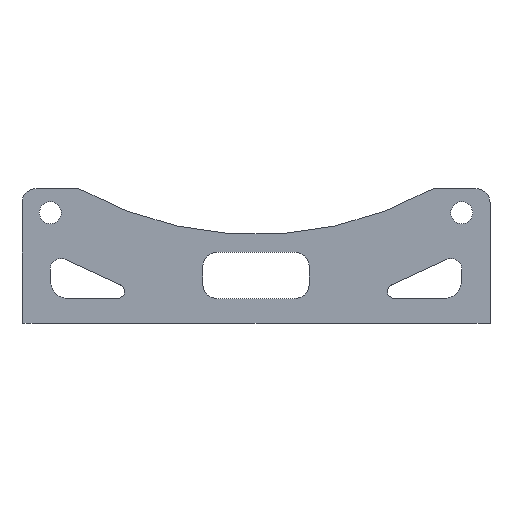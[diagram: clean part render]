
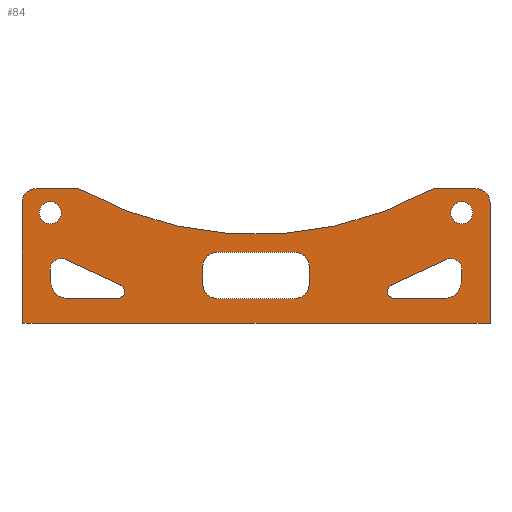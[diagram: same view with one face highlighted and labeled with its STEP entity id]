
A CAD part, top view. The second image highlights one B-rep face of the part: STEP entity #84.
In plain terms, the highlighted planar face has unit normal (0, 0, 1).
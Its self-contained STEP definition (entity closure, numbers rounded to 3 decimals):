
#84=ADVANCED_FACE('',(#430,#432,#434,#436,#438,#440),#442,.F.);
#430=FACE_BOUND('',#431,.T.);
#431=EDGE_LOOP('',(#712,#713,#714,#715,#716,#717,#718,#719));
#432=FACE_BOUND('',#433,.T.);
#433=EDGE_LOOP('',(#720,#721,#722,#723,#724,#725,#726,#727));
#434=FACE_BOUND('',#435,.T.);
#435=EDGE_LOOP('',(#728,#729,#730,#731,#732,#733));
#436=FACE_BOUND('',#437,.T.);
#437=EDGE_LOOP('',(#734,#735,#736,#737,#738,#739));
#438=FACE_BOUND('',#439,.T.);
#439=EDGE_LOOP('',(#740));
#440=FACE_BOUND('',#441,.T.);
#441=EDGE_LOOP('',(#741));
#442=PLANE('',#443);
#443=AXIS2_PLACEMENT_3D('',#444,#445,#446);
#444=CARTESIAN_POINT('',(0.,0.,0.));
#445=DIRECTION('',(0.,0.,-1.));
#446=DIRECTION('',(1.,0.,0.));
#712=ORIENTED_EDGE('',*,*,#916,.F.);
#713=ORIENTED_EDGE('',*,*,#917,.F.);
#714=ORIENTED_EDGE('',*,*,#918,.F.);
#715=ORIENTED_EDGE('',*,*,#919,.F.);
#716=ORIENTED_EDGE('',*,*,#920,.F.);
#717=ORIENTED_EDGE('',*,*,#921,.F.);
#718=ORIENTED_EDGE('',*,*,#922,.F.);
#719=ORIENTED_EDGE('',*,*,#902,.F.);
#720=ORIENTED_EDGE('',*,*,#923,.T.);
#721=ORIENTED_EDGE('',*,*,#924,.T.);
#722=ORIENTED_EDGE('',*,*,#925,.T.);
#723=ORIENTED_EDGE('',*,*,#926,.T.);
#724=ORIENTED_EDGE('',*,*,#927,.T.);
#725=ORIENTED_EDGE('',*,*,#928,.T.);
#726=ORIENTED_EDGE('',*,*,#929,.T.);
#727=ORIENTED_EDGE('',*,*,#930,.T.);
#728=ORIENTED_EDGE('',*,*,#931,.T.);
#729=ORIENTED_EDGE('',*,*,#932,.T.);
#730=ORIENTED_EDGE('',*,*,#933,.T.);
#731=ORIENTED_EDGE('',*,*,#934,.T.);
#732=ORIENTED_EDGE('',*,*,#935,.T.);
#733=ORIENTED_EDGE('',*,*,#936,.T.);
#734=ORIENTED_EDGE('',*,*,#937,.T.);
#735=ORIENTED_EDGE('',*,*,#938,.T.);
#736=ORIENTED_EDGE('',*,*,#939,.T.);
#737=ORIENTED_EDGE('',*,*,#940,.T.);
#738=ORIENTED_EDGE('',*,*,#941,.T.);
#739=ORIENTED_EDGE('',*,*,#942,.T.);
#740=ORIENTED_EDGE('',*,*,#943,.T.);
#741=ORIENTED_EDGE('',*,*,#944,.T.);
#902=EDGE_CURVE('',#1007,#1009,#1010,.T.);
#916=EDGE_CURVE('',#1036,#1007,#1037,.T.);
#917=EDGE_CURVE('',#1038,#1036,#1039,.T.);
#918=EDGE_CURVE('',#1040,#1038,#1041,.T.);
#919=EDGE_CURVE('',#1042,#1040,#1043,.T.);
#920=EDGE_CURVE('',#1044,#1042,#1045,.T.);
#921=EDGE_CURVE('',#1046,#1044,#1047,.T.);
#922=EDGE_CURVE('',#1009,#1046,#1048,.T.);
#923=EDGE_CURVE('',#1049,#1050,#1051,.T.);
#924=EDGE_CURVE('',#1050,#1052,#1053,.T.);
#925=EDGE_CURVE('',#1052,#1054,#1055,.T.);
#926=EDGE_CURVE('',#1054,#1056,#1057,.T.);
#927=EDGE_CURVE('',#1056,#1058,#1059,.T.);
#928=EDGE_CURVE('',#1058,#1060,#1061,.T.);
#929=EDGE_CURVE('',#1060,#1062,#1063,.T.);
#930=EDGE_CURVE('',#1062,#1049,#1064,.T.);
#931=EDGE_CURVE('',#1065,#1066,#1067,.T.);
#932=EDGE_CURVE('',#1066,#1068,#1069,.T.);
#933=EDGE_CURVE('',#1068,#1070,#1071,.T.);
#934=EDGE_CURVE('',#1070,#1072,#1073,.T.);
#935=EDGE_CURVE('',#1072,#1074,#1075,.T.);
#936=EDGE_CURVE('',#1074,#1065,#1076,.T.);
#937=EDGE_CURVE('',#1077,#1078,#1079,.T.);
#938=EDGE_CURVE('',#1078,#1080,#1081,.T.);
#939=EDGE_CURVE('',#1080,#1082,#1083,.T.);
#940=EDGE_CURVE('',#1082,#1084,#1085,.T.);
#941=EDGE_CURVE('',#1084,#1086,#1087,.T.);
#942=EDGE_CURVE('',#1086,#1077,#1088,.T.);
#943=EDGE_CURVE('',#1089,#1089,#1090,.T.);
#944=EDGE_CURVE('',#1091,#1091,#1092,.T.);
#1007=VERTEX_POINT('',#1186);
#1009=VERTEX_POINT('',#1190);
#1010=LINE('',#1191,#1192);
#1036=VERTEX_POINT('',#1252);
#1037=LINE('',#1253,#1254);
#1038=VERTEX_POINT('',#1256);
#1039=CIRCLE('',#1257,4.);
#1040=VERTEX_POINT('',#1261);
#1041=LINE('',#1262,#1263);
#1042=VERTEX_POINT('',#1265);
#1043=CIRCLE('',#1266,102.654);
#1044=VERTEX_POINT('',#1270);
#1045=LINE('',#1271,#1272);
#1046=VERTEX_POINT('',#1274);
#1047=CIRCLE('',#1275,4.);
#1048=LINE('',#1279,#1280);
#1049=VERTEX_POINT('',#1282);
#1050=VERTEX_POINT('',#1283);
#1051=LINE('',#1284,#1285);
#1052=VERTEX_POINT('',#1287);
#1053=CIRCLE('',#1288,4.);
#1054=VERTEX_POINT('',#1292);
#1055=LINE('',#1293,#1294);
#1056=VERTEX_POINT('',#1296);
#1057=CIRCLE('',#1297,4.);
#1058=VERTEX_POINT('',#1301);
#1059=LINE('',#1302,#1303);
#1060=VERTEX_POINT('',#1305);
#1061=CIRCLE('',#1306,4.);
#1062=VERTEX_POINT('',#1310);
#1063=LINE('',#1311,#1312);
#1064=CIRCLE('',#1314,4.);
#1065=VERTEX_POINT('',#1318);
#1066=VERTEX_POINT('',#1319);
#1067=CIRCLE('',#1320,5.);
#1068=VERTEX_POINT('',#1324);
#1069=LINE('',#1325,#1326);
#1070=VERTEX_POINT('',#1328);
#1071=CIRCLE('',#1329,3.);
#1072=VERTEX_POINT('',#1333);
#1073=LINE('',#1334,#1335);
#1074=VERTEX_POINT('',#1337);
#1075=CIRCLE('',#1338,2.);
#1076=LINE('',#1342,#1343);
#1077=VERTEX_POINT('',#1345);
#1078=VERTEX_POINT('',#1346);
#1079=LINE('',#1347,#1348);
#1080=VERTEX_POINT('',#1350);
#1081=CIRCLE('',#1351,3.);
#1082=VERTEX_POINT('',#1355);
#1083=LINE('',#1356,#1357);
#1084=VERTEX_POINT('',#1359);
#1085=CIRCLE('',#1360,5.);
#1086=VERTEX_POINT('',#1364);
#1087=LINE('',#1365,#1366);
#1088=CIRCLE('',#1368,2.);
#1089=VERTEX_POINT('',#1372);
#1090=CIRCLE('',#1373,3.1);
#1091=VERTEX_POINT('',#1377);
#1092=CIRCLE('',#1378,3.1);
#1186=CARTESIAN_POINT('',(66.,-120.,0.));
#1190=CARTESIAN_POINT('',(-66.,-120.,0.));
#1191=CARTESIAN_POINT('',(66.,-120.,0.));
#1192=VECTOR('',#1193,1.);
#1193=DIRECTION('',(-1.,0.,0.));
#1252=CARTESIAN_POINT('',(66.,-86.,0.));
#1253=CARTESIAN_POINT('',(66.,-86.,0.));
#1254=VECTOR('',#1255,1.);
#1255=DIRECTION('',(0.,-1.,0.));
#1256=CARTESIAN_POINT('',(62.,-82.,0.));
#1257=AXIS2_PLACEMENT_3D('',#1258,#1259,#1260);
#1258=CARTESIAN_POINT('',(62.,-86.,0.));
#1259=DIRECTION('',(0.,0.,-1.));
#1260=DIRECTION('',(0.,1.,0.));
#1261=CARTESIAN_POINT('',(50.,-82.,0.));
#1262=CARTESIAN_POINT('',(50.,-82.,0.));
#1263=VECTOR('',#1264,1.);
#1264=DIRECTION('',(1.,0.,0.));
#1265=CARTESIAN_POINT('',(-50.,-82.,0.));
#1266=AXIS2_PLACEMENT_3D('',#1267,#1268,#1269);
#1267=CARTESIAN_POINT('',(0.,7.654,0.));
#1268=DIRECTION('',(0.,0.,1.));
#1269=DIRECTION('',(-0.487,-0.873,0.));
#1270=CARTESIAN_POINT('',(-62.,-82.,0.));
#1271=CARTESIAN_POINT('',(-62.,-82.,0.));
#1272=VECTOR('',#1273,1.);
#1273=DIRECTION('',(1.,0.,0.));
#1274=CARTESIAN_POINT('',(-66.,-86.,0.));
#1275=AXIS2_PLACEMENT_3D('',#1276,#1277,#1278);
#1276=CARTESIAN_POINT('',(-62.,-86.,0.));
#1277=DIRECTION('',(0.,0.,-1.));
#1278=DIRECTION('',(-1.,0.,0.));
#1279=CARTESIAN_POINT('',(-66.,-120.,0.));
#1280=VECTOR('',#1281,1.);
#1281=DIRECTION('',(0.,1.,0.));
#1282=CARTESIAN_POINT('',(15.,-104.,0.));
#1283=CARTESIAN_POINT('',(15.,-109.,0.));
#1284=CARTESIAN_POINT('',(15.,-104.,0.));
#1285=VECTOR('',#1286,1.);
#1286=DIRECTION('',(0.,-1.,0.));
#1287=CARTESIAN_POINT('',(11.,-113.,0.));
#1288=AXIS2_PLACEMENT_3D('',#1289,#1290,#1291);
#1289=CARTESIAN_POINT('',(11.,-109.,0.));
#1290=DIRECTION('',(0.,0.,-1.));
#1291=DIRECTION('',(1.,0.,0.));
#1292=CARTESIAN_POINT('',(-11.,-113.,0.));
#1293=CARTESIAN_POINT('',(11.,-113.,0.));
#1294=VECTOR('',#1295,1.);
#1295=DIRECTION('',(-1.,0.,0.));
#1296=CARTESIAN_POINT('',(-15.,-109.,0.));
#1297=AXIS2_PLACEMENT_3D('',#1298,#1299,#1300);
#1298=CARTESIAN_POINT('',(-11.,-109.,0.));
#1299=DIRECTION('',(0.,0.,-1.));
#1300=DIRECTION('',(0.,-1.,0.));
#1301=CARTESIAN_POINT('',(-15.,-104.,0.));
#1302=CARTESIAN_POINT('',(-15.,-109.,0.));
#1303=VECTOR('',#1304,1.);
#1304=DIRECTION('',(0.,1.,0.));
#1305=CARTESIAN_POINT('',(-11.,-100.,0.));
#1306=AXIS2_PLACEMENT_3D('',#1307,#1308,#1309);
#1307=CARTESIAN_POINT('',(-11.,-104.,0.));
#1308=DIRECTION('',(0.,0.,-1.));
#1309=DIRECTION('',(-1.,0.,0.));
#1310=CARTESIAN_POINT('',(11.,-100.,0.));
#1311=CARTESIAN_POINT('',(-11.,-100.,0.));
#1312=VECTOR('',#1313,1.);
#1313=DIRECTION('',(1.,0.,0.));
#1314=AXIS2_PLACEMENT_3D('',#1315,#1316,#1317);
#1315=CARTESIAN_POINT('',(11.,-104.,0.));
#1316=DIRECTION('',(0.,0.,-1.));
#1317=DIRECTION('',(0.,1.,0.));
#1318=CARTESIAN_POINT('',(-53.,-113.,0.));
#1319=CARTESIAN_POINT('',(-58.,-108.,0.));
#1320=AXIS2_PLACEMENT_3D('',#1321,#1322,#1323);
#1321=CARTESIAN_POINT('',(-53.,-108.,0.));
#1322=DIRECTION('',(0.,0.,-1.));
#1323=DIRECTION('',(0.,-1.,0.));
#1324=CARTESIAN_POINT('',(-58.,-104.7,0.));
#1325=CARTESIAN_POINT('',(-58.,-108.,0.));
#1326=VECTOR('',#1327,1.);
#1327=DIRECTION('',(0.,1.,0.));
#1328=CARTESIAN_POINT('',(-53.737,-101.979,0.));
#1329=AXIS2_PLACEMENT_3D('',#1330,#1331,#1332);
#1330=CARTESIAN_POINT('',(-55.,-104.7,0.));
#1331=DIRECTION('',(0.,0.,-1.));
#1332=DIRECTION('',(-1.,0.,0.));
#1333=CARTESIAN_POINT('',(-38.215,-109.186,0.));
#1334=CARTESIAN_POINT('',(-53.737,-101.979,0.));
#1335=VECTOR('',#1336,1.);
#1336=DIRECTION('',(0.907,-0.421,0.));
#1337=CARTESIAN_POINT('',(-39.057,-113.,0.));
#1338=AXIS2_PLACEMENT_3D('',#1339,#1340,#1341);
#1339=CARTESIAN_POINT('',(-39.057,-111.,0.));
#1340=DIRECTION('',(0.,0.,-1.));
#1341=DIRECTION('',(0.421,0.907,0.));
#1342=CARTESIAN_POINT('',(-39.057,-113.,0.));
#1343=VECTOR('',#1344,1.);
#1344=DIRECTION('',(-1.,0.,0.));
#1345=CARTESIAN_POINT('',(38.215,-109.186,0.));
#1346=CARTESIAN_POINT('',(53.737,-101.979,0.));
#1347=CARTESIAN_POINT('',(38.215,-109.186,0.));
#1348=VECTOR('',#1349,1.);
#1349=DIRECTION('',(0.907,0.421,0.));
#1350=CARTESIAN_POINT('',(58.,-104.7,0.));
#1351=AXIS2_PLACEMENT_3D('',#1352,#1353,#1354);
#1352=CARTESIAN_POINT('',(55.,-104.7,0.));
#1353=DIRECTION('',(0.,0.,-1.));
#1354=DIRECTION('',(-0.421,0.907,0.));
#1355=CARTESIAN_POINT('',(58.,-108.,0.));
#1356=CARTESIAN_POINT('',(58.,-104.7,0.));
#1357=VECTOR('',#1358,1.);
#1358=DIRECTION('',(0.,-1.,0.));
#1359=CARTESIAN_POINT('',(53.,-113.,0.));
#1360=AXIS2_PLACEMENT_3D('',#1361,#1362,#1363);
#1361=CARTESIAN_POINT('',(53.,-108.,0.));
#1362=DIRECTION('',(0.,0.,-1.));
#1363=DIRECTION('',(1.,0.,0.));
#1364=CARTESIAN_POINT('',(39.057,-113.,0.));
#1365=CARTESIAN_POINT('',(53.,-113.,0.));
#1366=VECTOR('',#1367,1.);
#1367=DIRECTION('',(-1.,0.,0.));
#1368=AXIS2_PLACEMENT_3D('',#1369,#1370,#1371);
#1369=CARTESIAN_POINT('',(39.057,-111.,0.));
#1370=DIRECTION('',(0.,0.,-1.));
#1371=DIRECTION('',(0.,-1.,0.));
#1372=CARTESIAN_POINT('',(-54.9,-88.827,0.));
#1373=AXIS2_PLACEMENT_3D('',#1374,#1375,#1376);
#1374=CARTESIAN_POINT('',(-58.,-88.827,0.));
#1375=DIRECTION('',(0.,0.,-1.));
#1376=DIRECTION('',(1.,0.,0.));
#1377=CARTESIAN_POINT('',(61.1,-88.827,0.));
#1378=AXIS2_PLACEMENT_3D('',#1379,#1380,#1381);
#1379=CARTESIAN_POINT('',(58.,-88.827,0.));
#1380=DIRECTION('',(0.,0.,-1.));
#1381=DIRECTION('',(1.,0.,0.));
